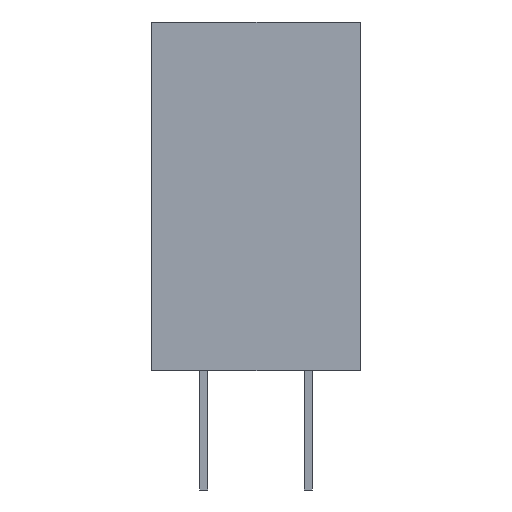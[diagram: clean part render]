
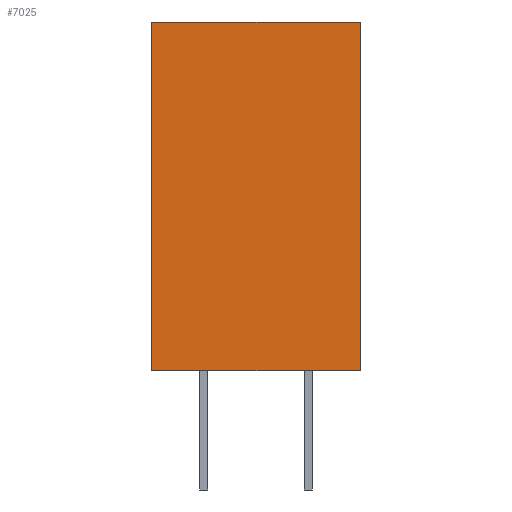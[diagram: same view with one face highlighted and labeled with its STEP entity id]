
A CAD part, left-side view. The second image highlights one B-rep face of the part: STEP entity #7025.
In plain terms, the highlighted planar face has unit normal (-1, 0, 0).
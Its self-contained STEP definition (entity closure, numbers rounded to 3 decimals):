
#2907=CARTESIAN_POINT('',(-16.51,-2.54,0.));
#2908=VERTEX_POINT('',#2907);
#2915=CARTESIAN_POINT('',(-16.51,2.54,0.));
#2916=VERTEX_POINT('',#2915);
#2917=CARTESIAN_POINT('',(-16.51,2.54,0.));
#2918=DIRECTION('',(0.0,-1.0,0.0));
#2919=VECTOR('',#2918,5.08);
#2920=LINE('',#2917,#2919);
#2921=EDGE_CURVE('',#2916,#2908,#2920,.T.);
#6950=CARTESIAN_POINT('',(-16.51,-2.54,8.5));
#6951=VERTEX_POINT('',#6950);
#6958=CARTESIAN_POINT('',(-16.51,-2.54,0.));
#6959=DIRECTION('',(0.0,0.0,1.0));
#6960=VECTOR('',#6959,8.5);
#6961=LINE('',#6958,#6960);
#6962=EDGE_CURVE('',#2908,#6951,#6961,.T.);
#7002=CARTESIAN_POINT('',(-16.51,2.794,8.925));
#7003=DIRECTION('',(-1.0,0.0,0.0));
#7004=DIRECTION('',(0.0,0.0,1.0));
#7005=AXIS2_PLACEMENT_3D('',#7002,#7003,#7004);
#7006=PLANE('',#7005);
#7007=CARTESIAN_POINT('',(-16.51,2.54,8.5));
#7008=VERTEX_POINT('',#7007);
#7009=CARTESIAN_POINT('',(-16.51,-2.54,8.5));
#7010=DIRECTION('',(0.0,1.0,0.0));
#7011=VECTOR('',#7010,5.08);
#7012=LINE('',#7009,#7011);
#7013=EDGE_CURVE('',#6951,#7008,#7012,.T.);
#7014=ORIENTED_EDGE('',*,*,#7013,.T.);
#7015=CARTESIAN_POINT('',(-16.51,2.54,0.));
#7016=DIRECTION('',(0.0,0.0,1.0));
#7017=VECTOR('',#7016,8.5);
#7018=LINE('',#7015,#7017);
#7019=EDGE_CURVE('',#2916,#7008,#7018,.T.);
#7020=ORIENTED_EDGE('',*,*,#7019,.F.);
#7021=ORIENTED_EDGE('',*,*,#2921,.T.);
#7022=ORIENTED_EDGE('',*,*,#6962,.T.);
#7023=EDGE_LOOP('',(#7014,#7020,#7021,#7022));
#7024=FACE_OUTER_BOUND('',#7023,.T.);
#7025=ADVANCED_FACE('',(#7024),#7006,.T.);
